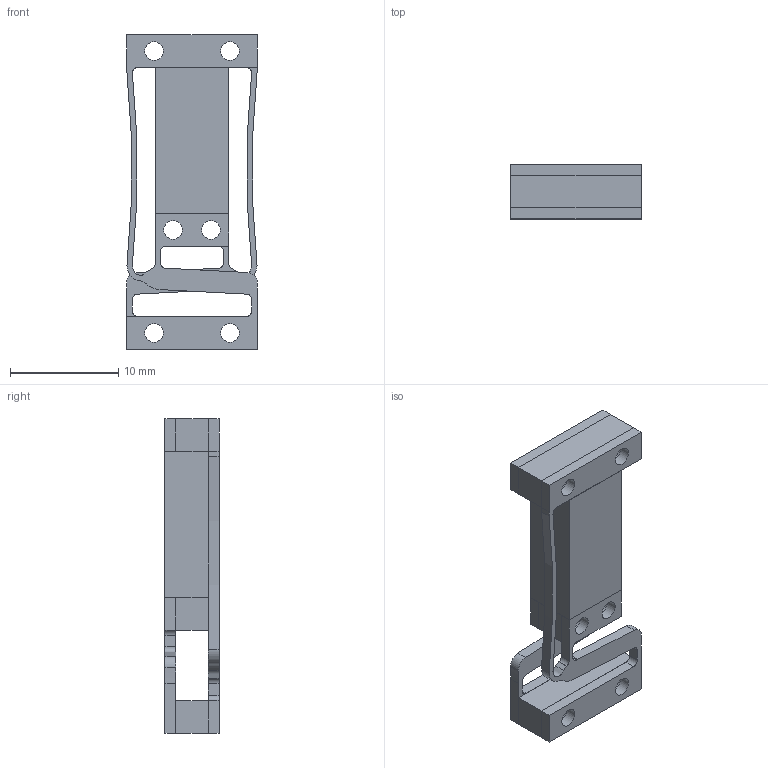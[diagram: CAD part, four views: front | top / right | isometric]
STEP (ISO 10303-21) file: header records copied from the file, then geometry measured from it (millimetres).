
FILE_DESCRIPTION(/* description */ ('','CAx-IF Rec.Pracs.---Representation and Presentation of Product Manufacturing Information (PMI)---4.0---2014-10-13'),/* implementation_level */ '2;1');
FILE_NAME(/* name */ 'Deformed AA1 v1.step',/* time_stamp */ '2025-07-01T21:40:54-07:00',/* author */ (''),/* organization */ (''),/* preprocessor_version */ 'ST-DEVELOPER v20',/* originating_system */ 'Autodesk Translation Framework v13.20.0.188',/* authorisation */ '');
FILE_SCHEMA (('AP242_MANAGED_MODEL_BASED_3D_ENGINEERING_MIM_LF { 1 0 10303 442 1 1 4 }'));
Length unit declared in the file: millimetre
Products named in the file (6): Deformed AA1; Deformed AA1_1; Component5; DefAA1Part (1); DefSpiketonPart; Piezo (5)
Assembly tree (5 placements, depth 3):
  Deformed AA1
    Deformed AA1_1
      Component5
      DefAA1Part (1)
      DefSpiketonPart
      Piezo (5)
Bounding box: 12.07 x 5 x 29 mm (x, y, z)
Volume: 918.1 mm3; surface area: 1684 mm2
Topology: 6 solids, 6 shells, 116 faces, 312 edges, 208 vertices
Faces by surface type: plane 66, cylinder 42, bspline 8
Full cylindrical faces by diameter (mm): 1.7 x18
Entity records: 4551 total; most frequent: CARTESIAN_POINT 1399, ORIENTED_EDGE 624, DIRECTION 618, EDGE_CURVE 312, LINE 212, VECTOR 212, VERTEX_POINT 208, AXIS2_PLACEMENT_3D 203
